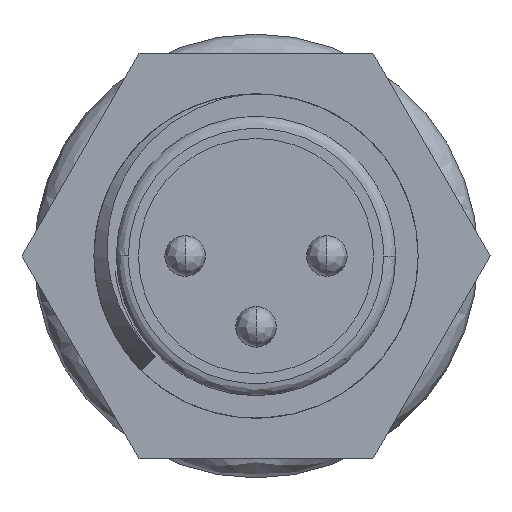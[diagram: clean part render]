
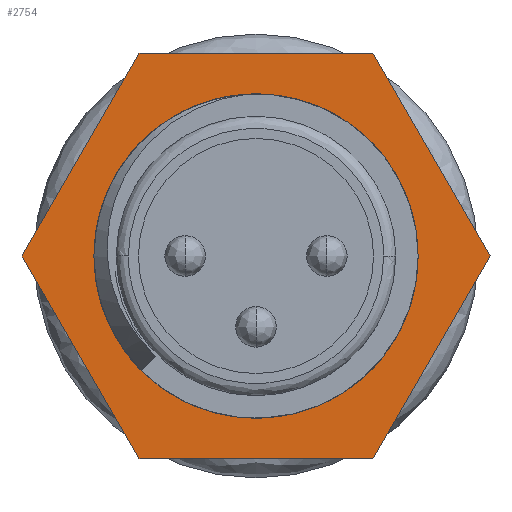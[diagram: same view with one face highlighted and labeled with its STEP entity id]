
A CAD part, left-side view. The second image highlights one B-rep face of the part: STEP entity #2754.
In plain terms, the highlighted planar face has unit normal (-1, 0, 0).
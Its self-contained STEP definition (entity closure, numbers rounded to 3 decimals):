
#6 = DIRECTION ( 'NONE',  ( -1., 0., 0. ) ) ;
#77 = CARTESIAN_POINT ( 'NONE',  ( 14.5, 4., 0. ) ) ;
#90 = PLANE ( 'NONE',  #4536 ) ;
#105 = ORIENTED_EDGE ( 'NONE', *, *, #1215, .T. ) ;
#141 = EDGE_CURVE ( 'NONE', #3613, #2194, #4612, .T. ) ;
#179 = VECTOR ( 'NONE', #4396, 1000. ) ;
#196 = CARTESIAN_POINT ( 'NONE',  ( 14.5, 0., 0. ) ) ;
#202 = DIRECTION ( 'NONE',  ( 1., 0., 0. ) ) ;
#207 = CARTESIAN_POINT ( 'NONE',  ( 14.5, -3.269, -2.306 ) ) ;
#213 = DIRECTION ( 'NONE',  ( 0., 1., 0. ) ) ;
#222 = CARTESIAN_POINT ( 'NONE',  ( 14.5, 0.056, -3.867 ) ) ;
#262 = B_SPLINE_CURVE_WITH_KNOTS ( 'NONE', 3,
 ( #2801, #207, #3515, #1300, #3902, #1674, #4273, #2057, #4635, #2446, #222, #2817, #562, #3161, #915, #3534, #1319, #3914 ),
 .UNSPECIFIED., .F., .F.,
 ( 4, 2, 2, 2, 2, 2, 2, 2, 4 ),
 ( 0., 0.001, 0.002, 0.003, 0.004, 0.004, 0.005, 0.006, 0.007 ),
 .UNSPECIFIED. ) ;
#276 = CIRCLE ( 'NONE', #2052, 4. ) ;
#444 = VERTEX_POINT ( 'NONE', #1832 ) ;
#562 = CARTESIAN_POINT ( 'NONE',  ( 14.5, 0.92, -3.724 ) ) ;
#703 = FACE_BOUND ( 'NONE', #2777, .T. ) ;
#777 = CARTESIAN_POINT ( 'NONE',  ( 14.5, -2.887, -5. ) ) ;
#867 = CARTESIAN_POINT ( 'NONE',  ( 14.5, 0., 0. ) ) ;
#879 = VECTOR ( 'NONE', #4442, 1000. ) ;
#915 = CARTESIAN_POINT ( 'NONE',  ( 14.5, 1.736, -3.384 ) ) ;
#1030 = CARTESIAN_POINT ( 'NONE',  ( 14.5, 2.887, -5. ) ) ;
#1110 = LINE ( 'NONE', #2244, #879 ) ;
#1121 = EDGE_CURVE ( 'NONE', #2283, #2394, #3582, .T. ) ;
#1158 = DIRECTION ( 'NONE',  ( 0., -0.5, 0.866 ) ) ;
#1177 = VECTOR ( 'NONE', #1158, 1000. ) ;
#1215 = EDGE_CURVE ( 'NONE', #2194, #2283, #2648, .T. ) ;
#1233 = EDGE_CURVE ( 'NONE', #4352, #1862, #2626, .T. ) ;
#1259 = ORIENTED_EDGE ( 'NONE', *, *, #141, .T. ) ;
#1263 = DIRECTION ( 'NONE',  ( 0., 1., 0. ) ) ;
#1300 = CARTESIAN_POINT ( 'NONE',  ( 14.5, -2.667, -2.942 ) ) ;
#1319 = CARTESIAN_POINT ( 'NONE',  ( 14.5, 2.449, -2.867 ) ) ;
#1396 = EDGE_CURVE ( 'NONE', #1761, #4352, #2896, .T. ) ;
#1447 = CARTESIAN_POINT ( 'NONE',  ( 14.5, 5.774, 0. ) ) ;
#1508 = DIRECTION ( 'NONE',  ( 0., -0.5, -0.866 ) ) ;
#1558 = CARTESIAN_POINT ( 'NONE',  ( 14.5, 2.887, 5. ) ) ;
#1590 = CARTESIAN_POINT ( 'NONE',  ( 14.5, 2.828, -2.828 ) ) ;
#1621 = ORIENTED_EDGE ( 'NONE', *, *, #3336, .T. ) ;
#1623 = CARTESIAN_POINT ( 'NONE',  ( 14.5, 2.651, -2.651 ) ) ;
#1674 = CARTESIAN_POINT ( 'NONE',  ( 14.5, -1.934, -3.433 ) ) ;
#1761 = VERTEX_POINT ( 'NONE', #3003 ) ;
#1796 = AXIS2_PLACEMENT_3D ( 'NONE', #3777, #4607, #3895 ) ;
#1832 = CARTESIAN_POINT ( 'NONE',  ( 14.5, -5.774, 0. ) ) ;
#1862 = VERTEX_POINT ( 'NONE', #4242 ) ;
#1897 = ORIENTED_EDGE ( 'NONE', *, *, #1396, .T. ) ;
#1923 = ORIENTED_EDGE ( 'NONE', *, *, #4075, .T. ) ;
#2004 = LINE ( 'NONE', #4752, #179 ) ;
#2052 = AXIS2_PLACEMENT_3D ( 'NONE', #867, #3483, #1263 ) ;
#2057 = CARTESIAN_POINT ( 'NONE',  ( 14.5, -1.111, -3.747 ) ) ;
#2090 = DIRECTION ( 'NONE',  ( 0., 1., 0. ) ) ;
#2106 = ORIENTED_EDGE ( 'NONE', *, *, #1233, .T. ) ;
#2194 = VERTEX_POINT ( 'NONE', #2835 ) ;
#2235 = ORIENTED_EDGE ( 'NONE', *, *, #1121, .T. ) ;
#2244 = CARTESIAN_POINT ( 'NONE',  ( 14.5, -5.774, 0. ) ) ;
#2283 = VERTEX_POINT ( 'NONE', #1447 ) ;
#2347 = ORIENTED_EDGE ( 'NONE', *, *, #3147, .F. ) ;
#2362 = DIRECTION ( 'NONE',  ( 0., -1., 0. ) ) ;
#2374 = FACE_OUTER_BOUND ( 'NONE', #2747, .T. ) ;
#2394 = VERTEX_POINT ( 'NONE', #1030 ) ;
#2430 = EDGE_CURVE ( 'NONE', #4380, #444, #2605, .T. ) ;
#2446 = CARTESIAN_POINT ( 'NONE',  ( 14.5, -0.242, -3.869 ) ) ;
#2547 = CARTESIAN_POINT ( 'NONE',  ( 14.5, 4., 5. ) ) ;
#2558 = DIRECTION ( 'NONE',  ( 0., -1., 0. ) ) ;
#2573 = VECTOR ( 'NONE', #1508, 1000. ) ;
#2605 = LINE ( 'NONE', #777, #1177 ) ;
#2626 = CIRCLE ( 'NONE', #4125, 4. ) ;
#2648 = LINE ( 'NONE', #1558, #3308 ) ;
#2747 = EDGE_LOOP ( 'NONE', ( #2235, #1621, #4326, #1923, #1259, #105 ) ) ;
#2754 = ADVANCED_FACE ( 'NONE', ( #2374, #703 ), #90, .T. ) ;
#2766 = CARTESIAN_POINT ( 'NONE',  ( 14.5, -2.887, -5. ) ) ;
#2777 = EDGE_LOOP ( 'NONE', ( #3523, #2347, #4751, #1897, #2106 ) ) ;
#2801 = CARTESIAN_POINT ( 'NONE',  ( 14.5, -3.43, -2.058 ) ) ;
#2817 = CARTESIAN_POINT ( 'NONE',  ( 14.5, 0.637, -3.793 ) ) ;
#2835 = CARTESIAN_POINT ( 'NONE',  ( 14.5, 2.887, 5. ) ) ;
#2896 = CIRCLE ( 'NONE', #1796, 4. ) ;
#3003 = CARTESIAN_POINT ( 'NONE',  ( 14.5, 4., 0. ) ) ;
#3147 = EDGE_CURVE ( 'NONE', #4298, #4689, #2004, .T. ) ;
#3161 = CARTESIAN_POINT ( 'NONE',  ( 14.5, 1.474, -3.518 ) ) ;
#3308 = VECTOR ( 'NONE', #3393, 1000. ) ;
#3336 = EDGE_CURVE ( 'NONE', #2394, #4380, #4042, .T. ) ;
#3393 = DIRECTION ( 'NONE',  ( 0., 0.5, -0.866 ) ) ;
#3483 = DIRECTION ( 'NONE',  ( 1., 0., 0. ) ) ;
#3515 = CARTESIAN_POINT ( 'NONE',  ( 14.5, -3.084, -2.532 ) ) ;
#3523 = ORIENTED_EDGE ( 'NONE', *, *, #4726, .T. ) ;
#3534 = CARTESIAN_POINT ( 'NONE',  ( 14.5, 2.222, -3.06 ) ) ;
#3582 = LINE ( 'NONE', #4353, #2573 ) ;
#3613 = VERTEX_POINT ( 'NONE', #4552 ) ;
#3777 = CARTESIAN_POINT ( 'NONE',  ( 14.5, 0., 0. ) ) ;
#3867 = CARTESIAN_POINT ( 'NONE',  ( 14.5, -4., 0. ) ) ;
#3895 = DIRECTION ( 'NONE',  ( 0., 1., 0. ) ) ;
#3902 = CARTESIAN_POINT ( 'NONE',  ( 14.5, -2.432, -3.126 ) ) ;
#3914 = CARTESIAN_POINT ( 'NONE',  ( 14.5, 2.651, -2.651 ) ) ;
#3925 = VECTOR ( 'NONE', #2362, 1000. ) ;
#4042 = LINE ( 'NONE', #4557, #3925 ) ;
#4075 = EDGE_CURVE ( 'NONE', #444, #3613, #1110, .T. ) ;
#4125 = AXIS2_PLACEMENT_3D ( 'NONE', #196, #202, #213 ) ;
#4242 = CARTESIAN_POINT ( 'NONE',  ( 14.5, -3.43, -2.058 ) ) ;
#4273 = CARTESIAN_POINT ( 'NONE',  ( 14.5, -1.67, -3.557 ) ) ;
#4298 = VERTEX_POINT ( 'NONE', #1590 ) ;
#4326 = ORIENTED_EDGE ( 'NONE', *, *, #2430, .T. ) ;
#4352 = VERTEX_POINT ( 'NONE', #3867 ) ;
#4353 = CARTESIAN_POINT ( 'NONE',  ( 14.5, 5.774, 0. ) ) ;
#4380 = VERTEX_POINT ( 'NONE', #2766 ) ;
#4396 = DIRECTION ( 'NONE',  ( 0., -0.707, 0.707 ) ) ;
#4442 = DIRECTION ( 'NONE',  ( 0., 0.5, 0.866 ) ) ;
#4536 = AXIS2_PLACEMENT_3D ( 'NONE', #77, #6, #2558 ) ;
#4552 = CARTESIAN_POINT ( 'NONE',  ( 14.5, -2.887, 5. ) ) ;
#4557 = CARTESIAN_POINT ( 'NONE',  ( 14.5, 4., -5. ) ) ;
#4578 = VECTOR ( 'NONE', #2090, 1000. ) ;
#4607 = DIRECTION ( 'NONE',  ( 1., 0., 0. ) ) ;
#4612 = LINE ( 'NONE', #2547, #4578 ) ;
#4635 = CARTESIAN_POINT ( 'NONE',  ( 14.5, -0.823, -3.81 ) ) ;
#4689 = VERTEX_POINT ( 'NONE', #1623 ) ;
#4697 = EDGE_CURVE ( 'NONE', #4298, #1761, #276, .T. ) ;
#4726 = EDGE_CURVE ( 'NONE', #1862, #4689, #262, .T. ) ;
#4751 = ORIENTED_EDGE ( 'NONE', *, *, #4697, .T. ) ;
#4752 = CARTESIAN_POINT ( 'NONE',  ( 14.5, 2.652, -2.652 ) ) ;
